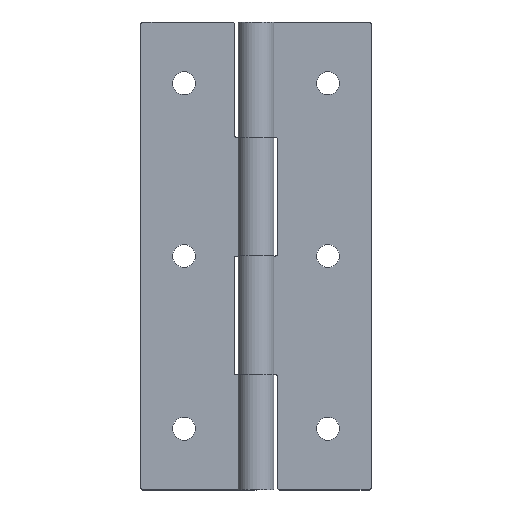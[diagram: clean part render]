
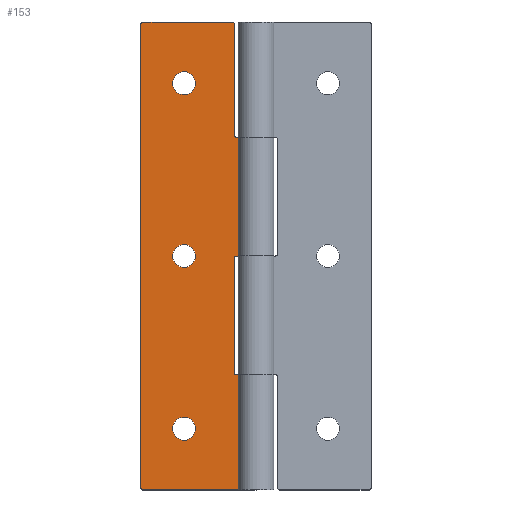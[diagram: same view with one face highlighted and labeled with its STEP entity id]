
A CAD part, top view. The second image highlights one B-rep face of the part: STEP entity #153.
In plain terms, the highlighted planar face has unit normal (0, 0, 1).
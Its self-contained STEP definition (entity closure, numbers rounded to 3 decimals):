
#153=ADVANCED_FACE('',(#253,#254,#255,#256),#252,.F.);
#252=PLANE('',#847);
#253=FACE_OUTER_BOUND('',#848,.T.);
#254=FACE_BOUND('',#849,.T.);
#255=FACE_BOUND('',#850,.T.);
#256=FACE_BOUND('',#851,.T.);
#844=CARTESIAN_POINT('',(1.6,-6.5,-1.5));
#845=DIRECTION('',(0.,0.,-1.));
#846=DIRECTION('',(-1.,0.,0.));
#847=AXIS2_PLACEMENT_3D('',#844,#845,#846);
#848=EDGE_LOOP('',(#1167,#1168,#1169,#1170,#1171,#1172,#1173,#1174,#1175,#1176,#1177,#1178,#1179,#1180,#1181,#1182));
#849=EDGE_LOOP('',(#1183,#1184));
#850=EDGE_LOOP('',(#1185,#1186));
#851=EDGE_LOOP('',(#1187,#1188));
#1167=ORIENTED_EDGE('',*,*,#1488,.T.);
#1168=ORIENTED_EDGE('',*,*,#1467,.T.);
#1169=ORIENTED_EDGE('',*,*,#1489,.T.);
#1170=ORIENTED_EDGE('',*,*,#1490,.F.);
#1171=ORIENTED_EDGE('',*,*,#1491,.T.);
#1172=ORIENTED_EDGE('',*,*,#1492,.T.);
#1173=ORIENTED_EDGE('',*,*,#1493,.T.);
#1174=ORIENTED_EDGE('',*,*,#1494,.T.);
#1175=ORIENTED_EDGE('',*,*,#1495,.T.);
#1176=ORIENTED_EDGE('',*,*,#1496,.F.);
#1177=ORIENTED_EDGE('',*,*,#1497,.F.);
#1178=ORIENTED_EDGE('',*,*,#1498,.T.);
#1179=ORIENTED_EDGE('',*,*,#1499,.F.);
#1180=ORIENTED_EDGE('',*,*,#1459,.T.);
#1181=ORIENTED_EDGE('',*,*,#1500,.F.);
#1182=ORIENTED_EDGE('',*,*,#1463,.T.);
#1183=ORIENTED_EDGE('',*,*,#1501,.T.);
#1184=ORIENTED_EDGE('',*,*,#1502,.T.);
#1185=ORIENTED_EDGE('',*,*,#1503,.T.);
#1186=ORIENTED_EDGE('',*,*,#1504,.T.);
#1187=ORIENTED_EDGE('',*,*,#1505,.T.);
#1188=ORIENTED_EDGE('',*,*,#1506,.T.);
#1459=EDGE_CURVE('',#1634,#1627,#1635,.T.);
#1463=EDGE_CURVE('',#1662,#1655,#1663,.T.);
#1467=EDGE_CURVE('',#1690,#1683,#1691,.T.);
#1488=EDGE_CURVE('',#1655,#1690,#1833,.T.);
#1489=EDGE_CURVE('',#1683,#1839,#1840,.T.);
#1490=EDGE_CURVE('',#1846,#1839,#1847,.T.);
#1491=EDGE_CURVE('',#1846,#1853,#1854,.T.);
#1492=EDGE_CURVE('',#1853,#1860,#1861,.T.);
#1493=EDGE_CURVE('',#1860,#1867,#1868,.T.);
#1494=EDGE_CURVE('',#1867,#1874,#1875,.T.);
#1495=EDGE_CURVE('',#1874,#1881,#1882,.T.);
#1496=EDGE_CURVE('',#1888,#1881,#1889,.T.);
#1497=EDGE_CURVE('',#1895,#1888,#1896,.T.);
#1498=EDGE_CURVE('',#1895,#1902,#1903,.T.);
#1499=EDGE_CURVE('',#1634,#1902,#1909,.T.);
#1500=EDGE_CURVE('',#1662,#1627,#1915,.T.);
#1501=EDGE_CURVE('',#1921,#1922,#1923,.T.);
#1502=EDGE_CURVE('',#1922,#1921,#1929,.T.);
#1503=EDGE_CURVE('',#1935,#1936,#1937,.T.);
#1504=EDGE_CURVE('',#1936,#1935,#1943,.T.);
#1505=EDGE_CURVE('',#1949,#1950,#1951,.T.);
#1506=EDGE_CURVE('',#1950,#1949,#1957,.T.);
#1627=VERTEX_POINT('',#2705);
#1634=VERTEX_POINT('',#2709);
#1635=CIRCLE('',#2713,0.3);
#1655=VERTEX_POINT('',#2723);
#1662=VERTEX_POINT('',#2727);
#1663=CIRCLE('',#2731,0.3);
#1683=VERTEX_POINT('',#2741);
#1690=VERTEX_POINT('',#2745);
#1691=CIRCLE('',#2749,0.3);
#1833=LINE('',#2835,#2836);
#1839=VERTEX_POINT('',#2838);
#1840=LINE('',#2839,#2840);
#1846=VERTEX_POINT('',#2842);
#1847=LINE('',#2843,#2844);
#1853=VERTEX_POINT('',#2846);
#1854=LINE('',#2847,#2848);
#1860=VERTEX_POINT('',#2850);
#1861=CIRCLE('',#2854,0.3);
#1867=VERTEX_POINT('',#2855);
#1868=LINE('',#2856,#2857);
#1874=VERTEX_POINT('',#2859);
#1875=CIRCLE('',#2863,0.3);
#1881=VERTEX_POINT('',#2864);
#1882=LINE('',#2865,#2866);
#1888=VERTEX_POINT('',#2868);
#1889=LINE('',#2869,#2870);
#1895=VERTEX_POINT('',#2872);
#1896=LINE('',#2873,#2874);
#1902=VERTEX_POINT('',#2876);
#1903=CIRCLE('',#2880,0.3);
#1909=LINE('',#2881,#2882);
#1915=LINE('',#2884,#2885);
#1921=VERTEX_POINT('',#2887);
#1922=VERTEX_POINT('',#2888);
#1923=CIRCLE('',#2892,1.6);
#1929=CIRCLE('',#2896,1.6);
#1935=VERTEX_POINT('',#2897);
#1936=VERTEX_POINT('',#2898);
#1937=CIRCLE('',#2902,1.6);
#1943=CIRCLE('',#2906,1.6);
#1949=VERTEX_POINT('',#2907);
#1950=VERTEX_POINT('',#2908);
#1951=CIRCLE('',#2912,1.6);
#1957=CIRCLE('',#2916,1.6);
#2705=CARTESIAN_POINT('',(-3.3,65.,-1.5));
#2709=CARTESIAN_POINT('',(-3.,64.7,-1.5));
#2710=CARTESIAN_POINT('',(-3.3,64.7,-1.5));
#2711=DIRECTION('',(0.,0.,1.));
#2712=DIRECTION('',(0.,1.,0.));
#2713=AXIS2_PLACEMENT_3D('',#2710,#2711,#2712);
#2723=CARTESIAN_POINT('',(-16.,64.7,-1.5));
#2727=CARTESIAN_POINT('',(-15.7,65.,-1.5));
#2728=CARTESIAN_POINT('',(-15.7,64.7,-1.5));
#2729=DIRECTION('',(0.,0.,1.));
#2730=DIRECTION('',(1.,0.,0.));
#2731=AXIS2_PLACEMENT_3D('',#2728,#2729,#2730);
#2741=CARTESIAN_POINT('',(-15.7,0.,-1.5));
#2745=CARTESIAN_POINT('',(-16.,0.3,-1.5));
#2746=CARTESIAN_POINT('',(-15.7,0.3,-1.5));
#2747=DIRECTION('',(0.,0.,1.));
#2748=DIRECTION('',(1.,0.,0.));
#2749=AXIS2_PLACEMENT_3D('',#2746,#2747,#2748);
#2835=CARTESIAN_POINT('',(-16.,64.7,-1.5));
#2836=VECTOR('',#2837,64.4);
#2837=DIRECTION('',(0.,-1.,0.));
#2838=CARTESIAN_POINT('',(0.,0.,-1.5));
#2839=CARTESIAN_POINT('',(-15.7,0.,-1.5));
#2840=VECTOR('',#2841,15.7);
#2841=DIRECTION('',(1.,0.,0.));
#2842=CARTESIAN_POINT('',(0.,16.,-1.5));
#2843=CARTESIAN_POINT('',(0.,16.,-1.5));
#2844=VECTOR('',#2845,16.);
#2845=DIRECTION('',(0.,-1.,0.));
#2846=CARTESIAN_POINT('',(-2.7,16.,-1.5));
#2847=CARTESIAN_POINT('',(0.,16.,-1.5));
#2848=VECTOR('',#2849,2.7);
#2849=DIRECTION('',(-1.,0.,0.));
#2850=CARTESIAN_POINT('',(-3.,16.3,-1.5));
#2851=CARTESIAN_POINT('',(-2.7,16.3,-1.5));
#2852=DIRECTION('',(0.,0.,-1.));
#2853=DIRECTION('',(1.,0.,0.));
#2854=AXIS2_PLACEMENT_3D('',#2851,#2852,#2853);
#2855=CARTESIAN_POINT('',(-3.,32.2,-1.5));
#2856=CARTESIAN_POINT('',(-3.,16.3,-1.5));
#2857=VECTOR('',#2858,15.9);
#2858=DIRECTION('',(0.,1.,0.));
#2859=CARTESIAN_POINT('',(-2.7,32.5,-1.5));
#2860=CARTESIAN_POINT('',(-2.7,32.2,-1.5));
#2861=DIRECTION('',(0.,0.,-1.));
#2862=DIRECTION('',(1.,0.,0.));
#2863=AXIS2_PLACEMENT_3D('',#2860,#2861,#2862);
#2864=CARTESIAN_POINT('',(0.,32.5,-1.5));
#2865=CARTESIAN_POINT('',(-2.7,32.5,-1.5));
#2866=VECTOR('',#2867,2.7);
#2867=DIRECTION('',(1.,0.,0.));
#2868=CARTESIAN_POINT('',(0.,49.,-1.5));
#2869=CARTESIAN_POINT('',(0.,49.,-1.5));
#2870=VECTOR('',#2871,16.5);
#2871=DIRECTION('',(0.,-1.,0.));
#2872=CARTESIAN_POINT('',(-2.7,49.,-1.5));
#2873=CARTESIAN_POINT('',(-2.7,49.,-1.5));
#2874=VECTOR('',#2875,2.7);
#2875=DIRECTION('',(1.,0.,0.));
#2876=CARTESIAN_POINT('',(-3.,49.3,-1.5));
#2877=CARTESIAN_POINT('',(-2.7,49.3,-1.5));
#2878=DIRECTION('',(0.,0.,-1.));
#2879=DIRECTION('',(1.,0.,0.));
#2880=AXIS2_PLACEMENT_3D('',#2877,#2878,#2879);
#2881=CARTESIAN_POINT('',(-3.,64.7,-1.5));
#2882=VECTOR('',#2883,15.4);
#2883=DIRECTION('',(0.,-1.,0.));
#2884=CARTESIAN_POINT('',(-15.7,65.,-1.5));
#2885=VECTOR('',#2886,12.4);
#2886=DIRECTION('',(1.,0.,0.));
#2887=CARTESIAN_POINT('',(-11.6,32.5,-1.5));
#2888=CARTESIAN_POINT('',(-8.4,32.5,-1.5));
#2889=CARTESIAN_POINT('',(-10.,32.5,-1.5));
#2890=DIRECTION('',(0.,0.,-1.));
#2891=DIRECTION('',(-1.,0.,0.));
#2892=AXIS2_PLACEMENT_3D('',#2889,#2890,#2891);
#2893=CARTESIAN_POINT('',(-10.,32.5,-1.5));
#2894=DIRECTION('',(0.,0.,-1.));
#2895=DIRECTION('',(-1.,0.,0.));
#2896=AXIS2_PLACEMENT_3D('',#2893,#2894,#2895);
#2897=CARTESIAN_POINT('',(-11.6,56.5,-1.5));
#2898=CARTESIAN_POINT('',(-8.4,56.5,-1.5));
#2899=CARTESIAN_POINT('',(-10.,56.5,-1.5));
#2900=DIRECTION('',(0.,0.,-1.));
#2901=DIRECTION('',(-1.,0.,0.));
#2902=AXIS2_PLACEMENT_3D('',#2899,#2900,#2901);
#2903=CARTESIAN_POINT('',(-10.,56.5,-1.5));
#2904=DIRECTION('',(0.,0.,-1.));
#2905=DIRECTION('',(-1.,0.,0.));
#2906=AXIS2_PLACEMENT_3D('',#2903,#2904,#2905);
#2907=CARTESIAN_POINT('',(-11.6,8.5,-1.5));
#2908=CARTESIAN_POINT('',(-8.4,8.5,-1.5));
#2909=CARTESIAN_POINT('',(-10.,8.5,-1.5));
#2910=DIRECTION('',(0.,0.,-1.));
#2911=DIRECTION('',(-1.,0.,0.));
#2912=AXIS2_PLACEMENT_3D('',#2909,#2910,#2911);
#2913=CARTESIAN_POINT('',(-10.,8.5,-1.5));
#2914=DIRECTION('',(0.,0.,-1.));
#2915=DIRECTION('',(-1.,0.,0.));
#2916=AXIS2_PLACEMENT_3D('',#2913,#2914,#2915);
